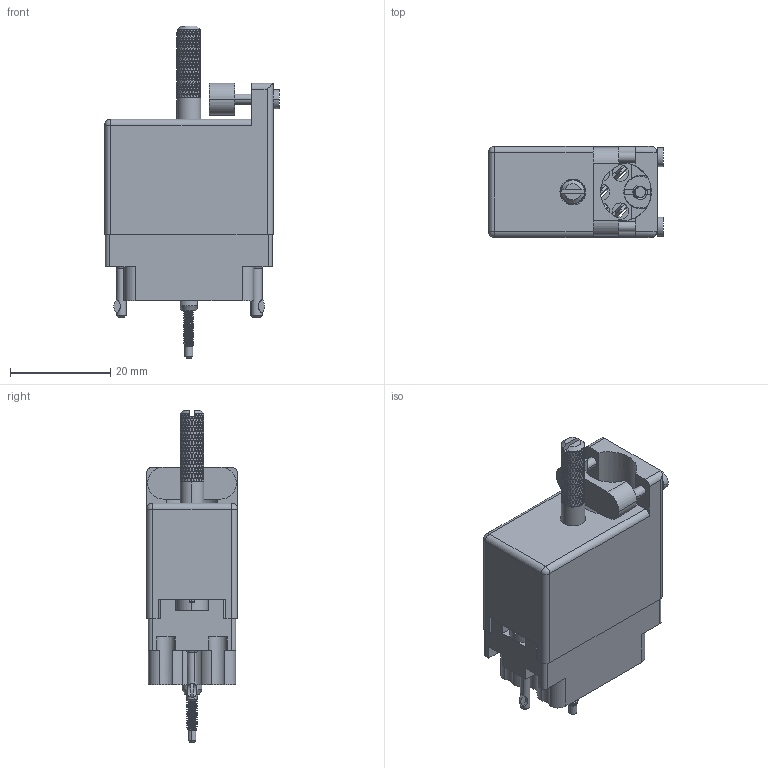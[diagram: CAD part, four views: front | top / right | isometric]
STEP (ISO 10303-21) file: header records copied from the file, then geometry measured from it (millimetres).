
FILE_DESCRIPTION (( 'STEP AP203' ), '1' );
FILE_NAME ('519-014-520-311.STEP', '2020-03-02T20:33:47', ( '' ), ( '' ), 'SwSTEP 2.0', 'SolidWorks 2016', '' );
FILE_SCHEMA (( 'CONFIG_CONTROL_DESIGN' ));
Length unit declared in the file: inch
Products named in the file (13): 516-292-001_520 Contact; 516-252-021-102_014; 516-230-001_Plastic - 020 Top Entry; 516-250-020-111; 519 Plug Insulator_014; 516-250-021-102_519; Actuating Screw Assy 020; 516-222-020-102_015; 516-222-020-102_014; 516-251-025-100; 516-253-025-100; 519-014-520-311; 516-252-022-102
Assembly tree (26 placements, depth 3):
  519-014-520-311
    519 Plug Insulator_014
    516-292-001_520 Contact  x14
    Actuating Screw Assy 020
      516-251-025-100
      516-250-021-102_519
      516-250-020-111
      516-253-025-100
      516-252-022-102
    516-252-021-102_014  x2
    516-222-020-102_014
    516-222-020-102_015
    516-230-001_Plastic - 020 Top Entry
Bounding box: 34.92 x 18.16 x 66.29 mm (x, y, z)
Volume: 10390.1 mm3; surface area: 16514.3 mm2
Topology: 25 solids, 25 shells, 4432 faces, 10575 edges, 6207 vertices
Faces by surface type: bspline 2142, cylinder 1158, plane 1068, cone 58, torus 4, sphere 2
Entity records: 189547 total; most frequent: CARTESIAN_POINT 134486, ORIENTED_EDGE 15558, EDGE_CURVE 7779, DIRECTION 5890, VERTEX_POINT 4353, EDGE_LOOP 3546, FACE_OUTER_BOUND 3465, ADVANCED_FACE 3465
